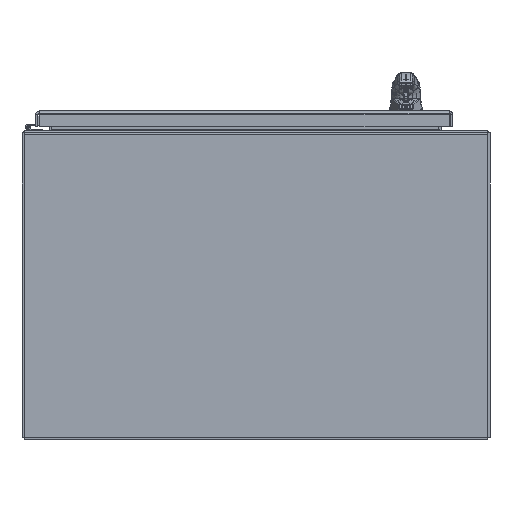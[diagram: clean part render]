
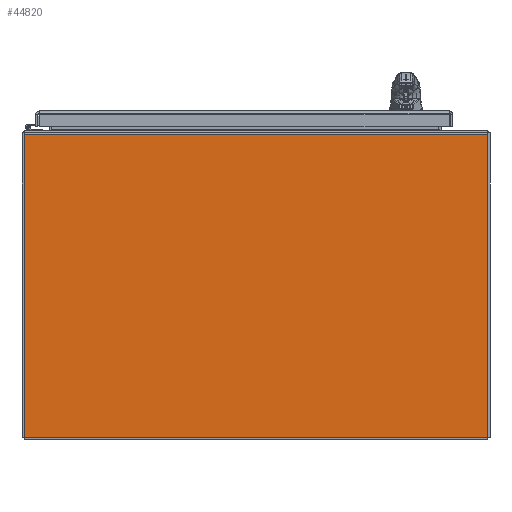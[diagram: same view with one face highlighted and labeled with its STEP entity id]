
A CAD part, front view. The second image highlights one B-rep face of the part: STEP entity #44820.
In plain terms, the highlighted face is planar.
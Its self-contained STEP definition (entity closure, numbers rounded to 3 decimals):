
#6361=FACE_OUTER_BOUND($,#9204,.T.);
#9204=EDGE_LOOP($,(#30966,#30967,#30968,#30969));
#12768=LINE($,#67767,#16260);
#12773=LINE($,#67782,#16265);
#12775=LINE($,#67787,#16267);
#12777=LINE($,#67791,#16269);
#16260=VECTOR($,#53650,17.781);
#16265=VECTOR($,#53663,17.781);
#16267=VECTOR($,#53671,27.25);
#16269=VECTOR($,#53677,27.25);
#19694=VERTEX_POINT($,#67764);
#19695=VERTEX_POINT($,#67766);
#19700=VERTEX_POINT($,#67779);
#19701=VERTEX_POINT($,#67781);
#23992=EDGE_CURVE($,#19694,#19695,#12768,.T.);
#23999=EDGE_CURVE($,#19700,#19701,#12773,.T.);
#24002=EDGE_CURVE($,#19694,#19701,#12775,.T.);
#24004=EDGE_CURVE($,#19695,#19700,#12777,.T.);
#30966=ORIENTED_EDGE($,*,*,#24002,.T.);
#30967=ORIENTED_EDGE($,*,*,#23999,.F.);
#30968=ORIENTED_EDGE($,*,*,#24004,.F.);
#30969=ORIENTED_EDGE($,*,*,#23992,.F.);
#43575=PLANE($,#47881);
#44820=ADVANCED_FACE($,(#6361),#43575,.F.);
#47881=AXIS2_PLACEMENT_3D($,#67792,#53678,#53679);
#53650=DIRECTION($,(0.,-1.,0.));
#53663=DIRECTION($,(0.,1.,0.));
#53671=DIRECTION($,(1.,0.,0.));
#53677=DIRECTION($,(1.,0.,0.));
#53678=DIRECTION('center_axis',(0.,0.,1.));
#53679=DIRECTION('ref_axis',(1.,0.,0.));
#67764=CARTESIAN_POINT('',(0.,17.781,0.));
#67766=CARTESIAN_POINT('',(0.,0.,0.));
#67767=CARTESIAN_POINT($,(0.,17.875,0.));
#67779=CARTESIAN_POINT('',(27.25,0.,0.));
#67781=CARTESIAN_POINT('',(27.25,17.781,0.));
#67782=CARTESIAN_POINT($,(27.25,0.,0.));
#67787=CARTESIAN_POINT($,(6.813,17.781,0.));
#67791=CARTESIAN_POINT($,(0.,0.,0.));
#67792=CARTESIAN_POINT('Origin',(13.625,8.938,0.));
